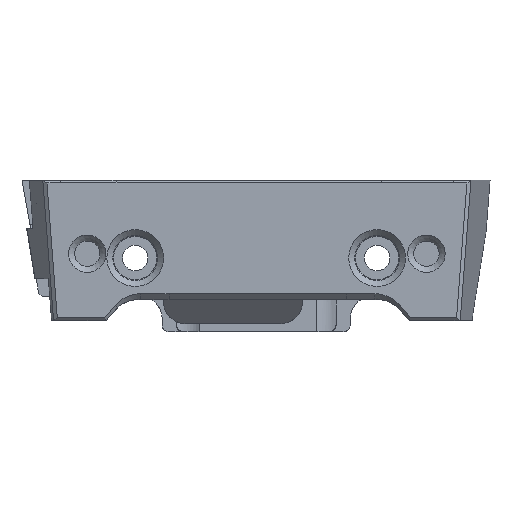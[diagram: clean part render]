
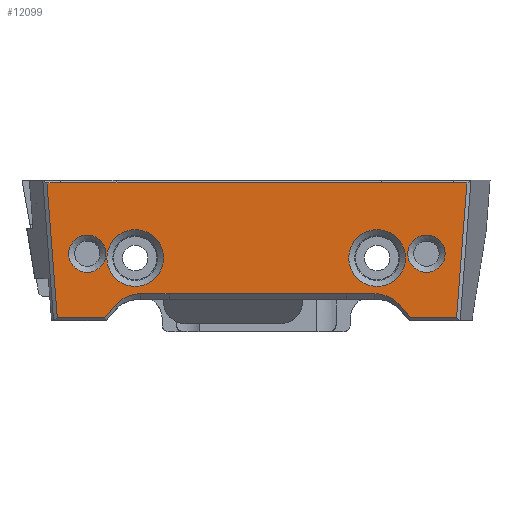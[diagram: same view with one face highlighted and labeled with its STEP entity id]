
A CAD part, front view. The second image highlights one B-rep face of the part: STEP entity #12099.
In plain terms, the highlighted planar face has unit normal (0, -1, 0).
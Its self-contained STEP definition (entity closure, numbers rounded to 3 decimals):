
#44=FACE_BOUND('',#1906,.T.);
#45=FACE_BOUND('',#1907,.T.);
#46=FACE_BOUND('',#1908,.T.);
#47=FACE_BOUND('',#1909,.T.);
#91=CIRCLE('',#12209,2.5);
#95=CIRCLE('',#12419,4.4);
#132=CIRCLE('',#12884,3.8);
#177=CIRCLE('',#13016,2.5);
#180=CIRCLE('',#13020,3.8);
#184=CIRCLE('',#13029,4.4);
#1137=FACE_OUTER_BOUND('',#1905,.T.);
#1905=EDGE_LOOP('',(#10395,#10396,#10397,#10398,#10399,#10400,#10401,#10402,
#10403,#10404,#10405,#10406,#10407,#10408,#10409,#10410));
#1906=EDGE_LOOP('',(#10411));
#1907=EDGE_LOOP('',(#10412));
#1908=EDGE_LOOP('',(#10413));
#1909=EDGE_LOOP('',(#10414));
#1965=LINE('',#16396,#3370);
#1969=LINE('',#16405,#3374);
#2001=LINE('',#16737,#3406);
#2019=LINE('',#16785,#3424);
#2449=LINE('',#17831,#3854);
#2503=LINE('',#18425,#3908);
#3158=LINE('',#19945,#4563);
#3305=LINE('',#21530,#4710);
#3307=LINE('',#21535,#4712);
#3318=LINE('',#21625,#4723);
#3322=LINE('',#21632,#4727);
#3323=LINE('',#21634,#4728);
#3324=LINE('',#21635,#4729);
#3325=LINE('',#21636,#4730);
#3370=VECTOR('',#13110,1.);
#3374=VECTOR('',#13118,1.);
#3406=VECTOR('',#13214,1.);
#3424=VECTOR('',#13252,1.);
#3854=VECTOR('',#14116,1.);
#3908=VECTOR('',#14290,1.);
#4563=VECTOR('',#15769,1.);
#4710=VECTOR('',#16180,1.);
#4712=VECTOR('',#16184,1.);
#4723=VECTOR('',#16211,1.);
#4727=VECTOR('',#16217,1.);
#4728=VECTOR('',#16218,1.);
#4729=VECTOR('',#16219,1.);
#4730=VECTOR('',#16220,1.);
#4773=VERTEX_POINT('',#16393);
#4774=VERTEX_POINT('',#16395);
#4775=VERTEX_POINT('',#16399);
#4817=VERTEX_POINT('',#16733);
#4819=VERTEX_POINT('',#16736);
#4836=VERTEX_POINT('',#16783);
#4846=VERTEX_POINT('',#16814);
#5065=VERTEX_POINT('',#17833);
#5129=VERTEX_POINT('',#18419);
#5131=VERTEX_POINT('',#18423);
#5490=VERTEX_POINT('',#19863);
#5641=VERTEX_POINT('',#21514);
#5644=VERTEX_POINT('',#21522);
#5645=VERTEX_POINT('',#21526);
#5646=VERTEX_POINT('',#21528);
#5648=VERTEX_POINT('',#21534);
#5658=VERTEX_POINT('',#21617);
#5659=VERTEX_POINT('',#21621);
#5661=VERTEX_POINT('',#21624);
#5664=VERTEX_POINT('',#21633);
#5700=EDGE_CURVE('',#4774,#4773,#1965,.T.);
#5705=EDGE_CURVE('',#4775,#4774,#1969,.T.);
#5759=EDGE_CURVE('',#4819,#4817,#2001,.T.);
#5783=EDGE_CURVE('',#4836,#4817,#2019,.T.);
#5798=EDGE_CURVE('',#4846,#4846,#91,.T.);
#6225=EDGE_CURVE('',#4773,#4819,#2449,.T.);
#6226=EDGE_CURVE('',#4775,#5065,#95,.T.);
#6322=EDGE_CURVE('',#5129,#5131,#2503,.T.);
#7035=EDGE_CURVE('',#5490,#5490,#132,.T.);
#7041=EDGE_CURVE('',#5131,#5065,#3158,.T.);
#7274=EDGE_CURVE('',#5641,#5641,#177,.T.);
#7278=EDGE_CURVE('',#5644,#5644,#180,.T.);
#7281=EDGE_CURVE('',#5645,#5646,#3305,.T.);
#7283=EDGE_CURVE('',#5648,#5645,#3307,.T.);
#7298=EDGE_CURVE('',#5658,#5646,#184,.T.);
#7300=EDGE_CURVE('',#5659,#5661,#3318,.T.);
#7304=EDGE_CURVE('',#4836,#5661,#3322,.T.);
#7305=EDGE_CURVE('',#5659,#5664,#3323,.T.);
#7306=EDGE_CURVE('',#5664,#5648,#3324,.T.);
#7307=EDGE_CURVE('',#5658,#5129,#3325,.T.);
#10395=ORIENTED_EDGE('',*,*,#7304,.T.);
#10396=ORIENTED_EDGE('',*,*,#7300,.F.);
#10397=ORIENTED_EDGE('',*,*,#7305,.T.);
#10398=ORIENTED_EDGE('',*,*,#7306,.T.);
#10399=ORIENTED_EDGE('',*,*,#7283,.T.);
#10400=ORIENTED_EDGE('',*,*,#7281,.T.);
#10401=ORIENTED_EDGE('',*,*,#7298,.F.);
#10402=ORIENTED_EDGE('',*,*,#7307,.T.);
#10403=ORIENTED_EDGE('',*,*,#6322,.T.);
#10404=ORIENTED_EDGE('',*,*,#7041,.T.);
#10405=ORIENTED_EDGE('',*,*,#6226,.F.);
#10406=ORIENTED_EDGE('',*,*,#5705,.T.);
#10407=ORIENTED_EDGE('',*,*,#5700,.T.);
#10408=ORIENTED_EDGE('',*,*,#6225,.T.);
#10409=ORIENTED_EDGE('',*,*,#5759,.T.);
#10410=ORIENTED_EDGE('',*,*,#5783,.F.);
#10411=ORIENTED_EDGE('',*,*,#5798,.F.);
#10412=ORIENTED_EDGE('',*,*,#7278,.F.);
#10413=ORIENTED_EDGE('',*,*,#7035,.F.);
#10414=ORIENTED_EDGE('',*,*,#7274,.F.);
#11361=PLANE('',#13031);
#12099=ADVANCED_FACE('',(#1137,#44,#45,#46,#47),#11361,.T.);
#12209=AXIS2_PLACEMENT_3D('',#16816,#13281,#13282);
#12419=AXIS2_PLACEMENT_3D('',#17834,#14119,#14120);
#12884=AXIS2_PLACEMENT_3D('',#19865,#15755,#15756);
#13016=AXIS2_PLACEMENT_3D('',#21516,#16165,#16166);
#13020=AXIS2_PLACEMENT_3D('',#21524,#16174,#16175);
#13029=AXIS2_PLACEMENT_3D('',#21619,#16206,#16207);
#13031=AXIS2_PLACEMENT_3D('',#21631,#16215,#16216);
#13110=DIRECTION('',(1.,0.,0.));
#13118=DIRECTION('',(0.643,0.,-0.766));
#13214=DIRECTION('',(-1.,0.,0.));
#13252=DIRECTION('',(1.,0.,0.));
#13281=DIRECTION('center_axis',(0.,-1.,0.));
#13282=DIRECTION('ref_axis',(0.,0.,
-1.));
#14116=DIRECTION('',(0.076,0.,0.997));
#14119=DIRECTION('center_axis',(0.,-1.,0.));
#14120=DIRECTION('ref_axis',(0.,0.,
-1.));
#14290=DIRECTION('',(1.,0.,0.));
#15755=DIRECTION('center_axis',(0.,-1.,0.));
#15756=DIRECTION('ref_axis',(0.,0.,
-1.));
#15769=DIRECTION('',(1.,0.,0.));
#16165=DIRECTION('center_axis',(0.,-1.,0.));
#16166=DIRECTION('ref_axis',(0.,0.,
-1.));
#16174=DIRECTION('center_axis',(0.,-1.,0.));
#16175=DIRECTION('ref_axis',(0.,0.,
-1.));
#16180=DIRECTION('',(0.643,0.,0.766));
#16184=DIRECTION('',(1.,0.,0.));
#16206=DIRECTION('center_axis',(0.,-1.,0.));
#16207=DIRECTION('ref_axis',(0.,0.,
-1.));
#16211=DIRECTION('',(1.,0.,0.));
#16215=DIRECTION('center_axis',(0.,-1.,0.));
#16216=DIRECTION('ref_axis',(0.,0.,1.));
#16217=DIRECTION('',(-1.,0.,0.));
#16218=DIRECTION('',(-1.,0.,0.));
#16219=DIRECTION('',(0.076,0.,-0.997));
#16220=DIRECTION('',(1.,0.,0.));
#16393=CARTESIAN_POINT('',(46.14,-8.203,-22.973));
#16395=CARTESIAN_POINT('',(39.976,-8.203,-22.973));
#16396=CARTESIAN_POINT('',(19.402,-8.203,-22.973));
#16399=CARTESIAN_POINT('',(38.569,-8.203,-21.295));
#16405=CARTESIAN_POINT('',(16.662,-8.203,4.812));
#16733=CARTESIAN_POINT('',(45.875,-8.203,-4.9));
#16736=CARTESIAN_POINT('',(47.52,-8.203,-4.9));
#16737=CARTESIAN_POINT('',(45.906,-8.203,-4.9));
#16783=CARTESIAN_POINT('',(35.901,-8.203,-4.9));
#16785=CARTESIAN_POINT('',(19.965,-8.203,-4.9));
#16814=CARTESIAN_POINT('',(39.61,-8.203,-14.373));
#16816=CARTESIAN_POINT('Origin',(42.11,-8.203,-14.373));
#17831=CARTESIAN_POINT('',(46.109,-8.203,-23.373));
#17833=CARTESIAN_POINT('',(35.198,-8.203,-19.724));
#17834=CARTESIAN_POINT('Origin',(35.198,-8.203,-24.124));
#18419=CARTESIAN_POINT('',(7.64,-8.203,-19.724));
#18423=CARTESIAN_POINT('',(31.44,-8.203,-19.724));
#18425=CARTESIAN_POINT('',(19.402,-8.203,-19.724));
#19863=CARTESIAN_POINT('',(35.5,-8.203,-11.148));
#19865=CARTESIAN_POINT('Origin',(35.5,-8.203,-14.948));
#19945=CARTESIAN_POINT('',(19.402,-8.203,-19.724));
#21514=CARTESIAN_POINT('',(-0.818,-8.203,-14.373));
#21516=CARTESIAN_POINT('Origin',(-3.318,-8.203,-14.373));
#21522=CARTESIAN_POINT('',(6.901,-8.203,-14.948));
#21524=CARTESIAN_POINT('Origin',(3.101,-8.203,-14.948));
#21526=CARTESIAN_POINT('',(-0.975,-8.203,-22.973));
#21528=CARTESIAN_POINT('',(0.433,-8.203,-21.295));
#21530=CARTESIAN_POINT('',(22.258,-8.203,4.715));
#21534=CARTESIAN_POINT('',(-7.339,-8.203,-22.973));
#21535=CARTESIAN_POINT('',(19.402,-8.203,-22.973));
#21617=CARTESIAN_POINT('',(3.803,-8.203,-19.724));
#21619=CARTESIAN_POINT('Origin',(3.803,-8.203,-24.124));
#21621=CARTESIAN_POINT('',(-7.071,-8.203,-4.9));
#21624=CARTESIAN_POINT('',(0.801,-8.203,-4.9));
#21625=CARTESIAN_POINT('',(19.965,-8.203,-4.9));
#21631=CARTESIAN_POINT('Origin',(19.402,-8.203,7.111));
#21632=CARTESIAN_POINT('',(0.801,-8.203,-4.9));
#21633=CARTESIAN_POINT('',(-8.719,-8.203,-4.9));
#21634=CARTESIAN_POINT('',(-8.749,-8.203,-4.9));
#21635=CARTESIAN_POINT('',(-9.796,-8.203,9.209));
#21636=CARTESIAN_POINT('',(19.402,-8.203,-19.724));
